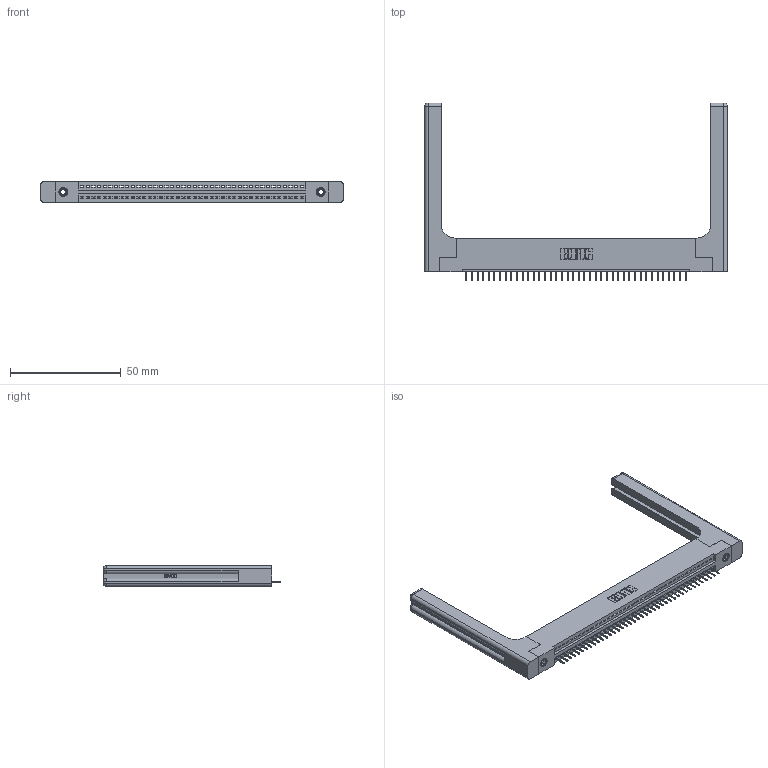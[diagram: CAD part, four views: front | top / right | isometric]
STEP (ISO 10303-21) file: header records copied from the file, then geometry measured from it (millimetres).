
FILE_DESCRIPTION (( 'STEP AP203' ), '1' );
FILE_NAME ('345-040-524-158.STEP', '2019-10-08T09:06:39', ( '' ), ( '' ), 'SwSTEP 2.0', 'SolidWorks 2016', '' );
FILE_SCHEMA (( 'CONFIG_CONTROL_DESIGN' ));
Length unit declared in the file: inch
Products named in the file (5): 345 Part_Flush Mounting Lugs - 0.156 Dia-TH; 345-250-001_345-250-001-102; 345-220-058_345-220-058; 345-292-001_345-293-124; 345-040-524-158
Assembly tree (45 placements, depth 2):
  345-040-524-158
    345 Part_Flush Mounting Lugs - 0.156 Dia-TH
    345-292-001_345-293-124  x40
    345-250-001_345-250-001-102  x2
    345-220-058_345-220-058  x2
Bounding box: 136.63 x 80.31 x 9.4 mm (x, y, z)
Volume: 21307.5 mm3; surface area: 21786.6 mm2
Topology: 45 solids, 45 shells, 2862 faces, 8207 edges, 5290 vertices
Faces by surface type: plane 2068, cylinder 734, bspline 36, cone 12, sphere 8, torus 4
Entity records: 35630 total; most frequent: CARTESIAN_POINT 7141, ORIENTED_EDGE 5912, DIRECTION 5188, EDGE_CURVE 2956, LINE 2576, VECTOR 2576, VERTEX_POINT 1958, AXIS2_PLACEMENT_3D 1306
